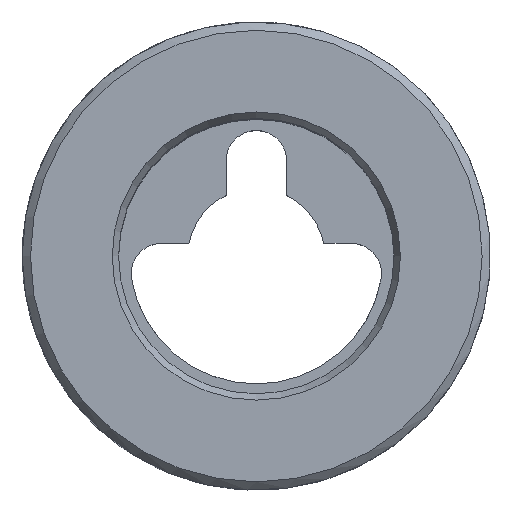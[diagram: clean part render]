
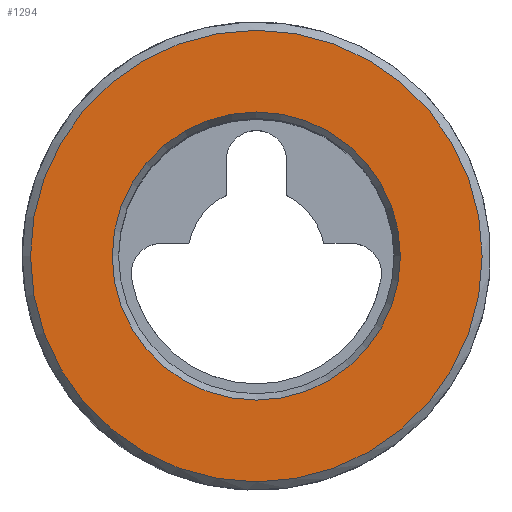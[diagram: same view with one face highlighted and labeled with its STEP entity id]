
A CAD part, top view. The second image highlights one B-rep face of the part: STEP entity #1294.
In plain terms, the highlighted planar face has unit normal (0, 0, 1).
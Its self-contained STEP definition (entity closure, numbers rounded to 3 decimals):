
#40 = CIRCLE ( 'NONE', #1099, 5.231 ) ;
#92 = AXIS2_PLACEMENT_3D ( 'NONE', #1284, #1153, #288 ) ;
#138 = EDGE_LOOP ( 'NONE', ( #1128 ) ) ;
#170 = FACE_BOUND ( 'NONE', #138, .T. ) ;
#189 = DIRECTION ( 'NONE',  ( 0., 0., -1. ) ) ;
#250 = EDGE_CURVE ( 'NONE', #875, #875, #40, .T. ) ;
#266 = CIRCLE ( 'NONE', #775, 8.2 ) ;
#288 = DIRECTION ( 'NONE',  ( -1., 0., 0. ) ) ;
#297 = CARTESIAN_POINT ( 'NONE',  ( 5.231, 0., 0. ) ) ;
#371 = DIRECTION ( 'NONE',  ( -1., 0., 0. ) ) ;
#455 = ORIENTED_EDGE ( 'NONE', *, *, #1306, .F. ) ;
#503 = PLANE ( 'NONE',  #92 ) ;
#594 = CARTESIAN_POINT ( 'NONE',  ( 0., 0., 0. ) ) ;
#727 = DIRECTION ( 'NONE',  ( 0., 0., -1. ) ) ;
#775 = AXIS2_PLACEMENT_3D ( 'NONE', #594, #727, #371 ) ;
#875 = VERTEX_POINT ( 'NONE', #297 ) ;
#898 = EDGE_LOOP ( 'NONE', ( #455 ) ) ;
#899 = CARTESIAN_POINT ( 'NONE',  ( -8.2, 0., 0. ) ) ;
#1043 = FACE_OUTER_BOUND ( 'NONE', #898, .T. ) ;
#1099 = AXIS2_PLACEMENT_3D ( 'NONE', #1248, #189, #1187 ) ;
#1128 = ORIENTED_EDGE ( 'NONE', *, *, #250, .T. ) ;
#1153 = DIRECTION ( 'NONE',  ( 0., 0., -1. ) ) ;
#1187 = DIRECTION ( 'NONE',  ( 1., 0., 0. ) ) ;
#1248 = CARTESIAN_POINT ( 'NONE',  ( 0., 0., 0. ) ) ;
#1284 = CARTESIAN_POINT ( 'NONE',  ( 0., 5., 0. ) ) ;
#1294 = ADVANCED_FACE ( 'NONE', ( #170, #1043 ), #503, .F. ) ;
#1306 = EDGE_CURVE ( 'NONE', #1341, #1341, #266, .T. ) ;
#1341 = VERTEX_POINT ( 'NONE', #899 ) ;
